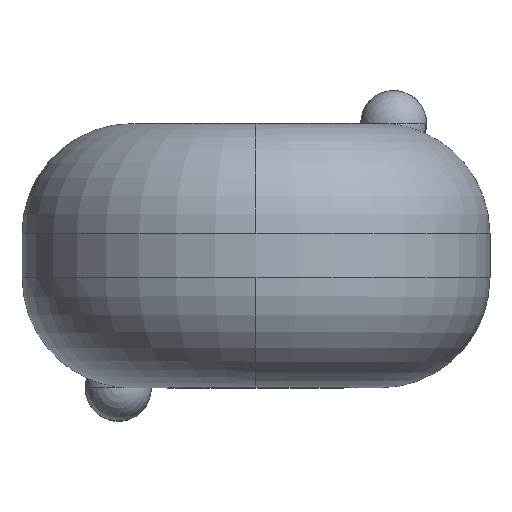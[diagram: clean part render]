
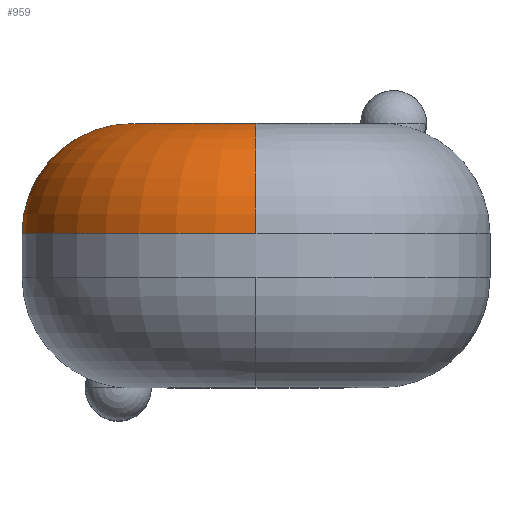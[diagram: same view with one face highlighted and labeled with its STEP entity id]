
A CAD part, top view. The second image highlights one B-rep face of the part: STEP entity #959.
In plain terms, the highlighted toroidal (fillet/blend) face has major radius 2.25 mm and minor radius 2 mm.
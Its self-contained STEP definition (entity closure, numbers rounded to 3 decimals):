
#890=CARTESIAN_POINT('',(-4.25,0.4,8.75));
#891=VERTEX_POINT('',#890);
#898=CARTESIAN_POINT('',(0.,0.4,4.5));
#899=VERTEX_POINT('',#898);
#900=CARTESIAN_POINT('',(0.,0.4,8.75));
#901=DIRECTION('',(0.0,1.0,0.0));
#902=DIRECTION('',(-1.0,0.0,0.0));
#903=AXIS2_PLACEMENT_3D('',#900,#901,#902);
#904=CIRCLE('',#903,4.25);
#905=EDGE_CURVE('',#899,#891,#904,.T.);
#917=CARTESIAN_POINT('',(0.,0.4,8.75));
#918=DIRECTION('',(0.0,-1.0,0.));
#919=DIRECTION('',(0.0,0.0,-1.0));
#920=AXIS2_PLACEMENT_3D('',#917,#918,#919);
#921=TOROIDAL_SURFACE('',#920,2.25,2.0);
#922=CARTESIAN_POINT('',(0.,2.4,6.5));
#923=VERTEX_POINT('',#922);
#924=CARTESIAN_POINT('',(0.,0.4,6.5));
#925=DIRECTION('',(1.0,0.0,0.0));
#926=DIRECTION('',(0.0,0.0,-1.0));
#927=AXIS2_PLACEMENT_3D('',#924,#925,#926);
#928=CIRCLE('',#927,2.0);
#929=EDGE_CURVE('',#899,#923,#928,.T.);
#930=ORIENTED_EDGE('',*,*,#929,.F.);
#931=ORIENTED_EDGE('',*,*,#905,.T.);
#932=CARTESIAN_POINT('',(0.,0.4,13.));
#933=VERTEX_POINT('',#932);
#934=CARTESIAN_POINT('',(0.,0.4,8.75));
#935=DIRECTION('',(0.0,1.0,0.0));
#936=DIRECTION('',(-1.0,0.0,0.0));
#937=AXIS2_PLACEMENT_3D('',#934,#935,#936);
#938=CIRCLE('',#937,4.25);
#939=EDGE_CURVE('',#891,#933,#938,.T.);
#940=ORIENTED_EDGE('',*,*,#939,.T.);
#941=CARTESIAN_POINT('',(0.,2.4,11.));
#942=VERTEX_POINT('',#941);
#943=CARTESIAN_POINT('',(0.,0.4,11.));
#944=DIRECTION('',(-1.0,0.0,0.0));
#945=DIRECTION('',(0.0,0.0,1.0));
#946=AXIS2_PLACEMENT_3D('',#943,#944,#945);
#947=CIRCLE('',#946,2.0);
#948=EDGE_CURVE('',#933,#942,#947,.T.);
#949=ORIENTED_EDGE('',*,*,#948,.T.);
#950=CARTESIAN_POINT('',(0.,2.4,8.75));
#951=DIRECTION('',(0.0,-1.0,0.0));
#952=DIRECTION('',(-1.0,0.0,0.0));
#953=AXIS2_PLACEMENT_3D('',#950,#951,#952);
#954=CIRCLE('',#953,2.25);
#955=EDGE_CURVE('',#942,#923,#954,.T.);
#956=ORIENTED_EDGE('',*,*,#955,.T.);
#957=EDGE_LOOP('',(#930,#931,#940,#949,#956));
#958=FACE_OUTER_BOUND('',#957,.T.);
#959=ADVANCED_FACE('',(#958),#921,.T.);
